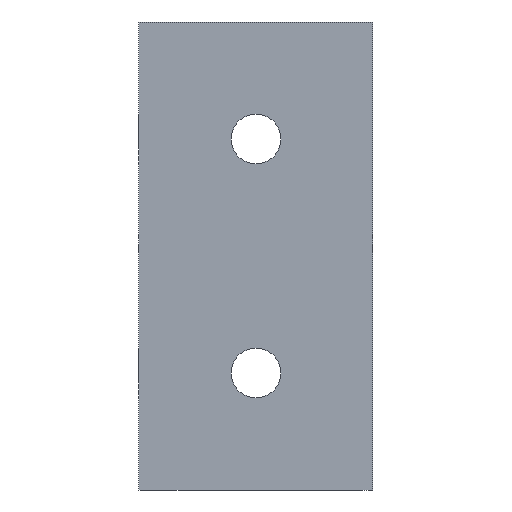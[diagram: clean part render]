
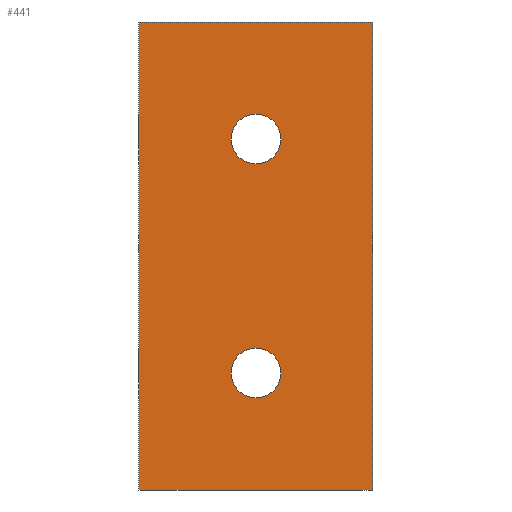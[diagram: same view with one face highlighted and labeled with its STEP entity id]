
A CAD part, front view. The second image highlights one B-rep face of the part: STEP entity #441.
In plain terms, the highlighted planar face has unit normal (0, -1, 0).
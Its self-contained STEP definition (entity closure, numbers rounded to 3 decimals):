
#27=FACE_BOUND('',#120,.T.);
#28=FACE_BOUND('',#121,.T.);
#57=PLANE('',#498);
#82=FACE_OUTER_BOUND('',#119,.T.);
#119=EDGE_LOOP('',(#388,#389,#390,#391));
#120=EDGE_LOOP('',(#392));
#121=EDGE_LOOP('',(#393));
#134=LINE('',#668,#161);
#149=LINE('',#757,#176);
#150=LINE('',#760,#177);
#151=LINE('',#761,#178);
#161=VECTOR('',#525,40.);
#176=VECTOR('',#630,80.);
#177=VECTOR('',#633,40.);
#178=VECTOR('',#634,80.);
#193=CIRCLE('',#490,4.25);
#195=CIRCLE('',#494,4.25);
#206=VERTEX_POINT('',#665);
#207=VERTEX_POINT('',#667);
#232=VERTEX_POINT('',#741);
#234=VERTEX_POINT('',#747);
#236=VERTEX_POINT('',#755);
#237=VERTEX_POINT('',#759);
#250=EDGE_CURVE('',#207,#206,#134,.T.);
#285=EDGE_CURVE('',#232,#232,#193,.T.);
#287=EDGE_CURVE('',#234,#234,#195,.T.);
#291=EDGE_CURVE('',#206,#236,#149,.T.);
#292=EDGE_CURVE('',#236,#237,#150,.T.);
#293=EDGE_CURVE('',#207,#237,#151,.T.);
#388=ORIENTED_EDGE('',*,*,#292,.T.);
#389=ORIENTED_EDGE('',*,*,#293,.F.);
#390=ORIENTED_EDGE('',*,*,#250,.T.);
#391=ORIENTED_EDGE('',*,*,#291,.T.);
#392=ORIENTED_EDGE('',*,*,#285,.T.);
#393=ORIENTED_EDGE('',*,*,#287,.T.);
#441=ADVANCED_FACE('',(#82,#27,#28),#57,.T.);
#490=AXIS2_PLACEMENT_3D('',#742,#611,#612);
#494=AXIS2_PLACEMENT_3D('',#748,#619,#620);
#498=AXIS2_PLACEMENT_3D('',#758,#631,#632);
#525=DIRECTION('',(1.,0.,0.));
#611=DIRECTION('center_axis',(0.,1.,0.));
#612=DIRECTION('ref_axis',(1.,0.,0.));
#619=DIRECTION('center_axis',(0.,1.,0.));
#620=DIRECTION('ref_axis',(1.,0.,0.));
#630=DIRECTION('',(0.,0.,1.));
#631=DIRECTION('center_axis',(0.,-1.,0.));
#632=DIRECTION('ref_axis',(0.,0.,-1.));
#633=DIRECTION('',(-1.,0.,0.));
#634=DIRECTION('',(0.,0.,1.));
#665=CARTESIAN_POINT('',(10.39,-27.274,0.));
#667=CARTESIAN_POINT('',(-29.61,-27.274,0.));
#668=CARTESIAN_POINT('',(-29.61,-27.274,0.));
#741=CARTESIAN_POINT('',(-13.86,-27.274,60.));
#742=CARTESIAN_POINT('Origin',(-9.61,-27.274,60.));
#747=CARTESIAN_POINT('',(-13.86,-27.274,20.));
#748=CARTESIAN_POINT('Origin',(-9.61,-27.274,20.));
#755=CARTESIAN_POINT('',(10.39,-27.274,80.));
#757=CARTESIAN_POINT('',(10.39,-27.274,0.));
#758=CARTESIAN_POINT('Origin',(10.39,-27.274,0.));
#759=CARTESIAN_POINT('',(-29.61,-27.274,80.));
#760=CARTESIAN_POINT('',(-29.61,-27.274,80.));
#761=CARTESIAN_POINT('',(-29.61,-27.274,0.));
